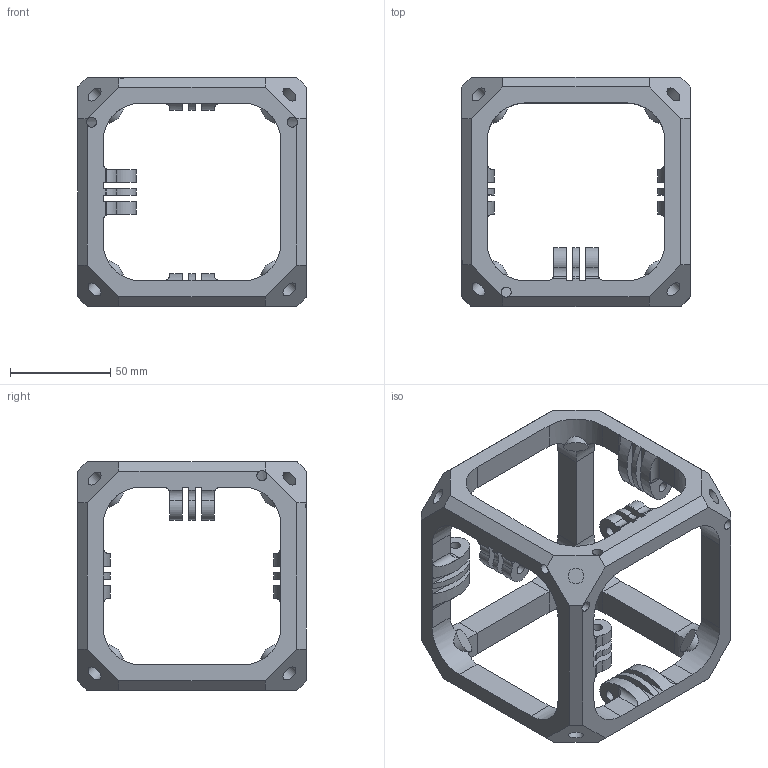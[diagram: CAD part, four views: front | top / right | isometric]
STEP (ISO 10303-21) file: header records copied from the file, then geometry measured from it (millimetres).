
FILE_DESCRIPTION(/* description */ (''),/* implementation_level */ '2;1');
FILE_NAME(/* name */ 'gopro_360_external.stp',/* time_stamp */ '2017-08-05T19:27:08-07:00',/* author */ ('Antonella'),/* organization */ (''),/* preprocessor_version */ 'ST-DEVELOPER v15.6',/* originating_system */ 'Autodesk Inventor 2015',/* authorisation */ '');
FILE_SCHEMA (('AUTOMOTIVE_DESIGN { 1 0 10303 214 3 1 1 }'));
Length unit declared in the file: inch
Products named in the file (1): gopro_360_external
Bounding box: 114.3 x 114.3 x 114.3 mm (x, y, z)
Volume: 202594.5 mm3; surface area: 69225.9 mm2
Topology: 1 solids, 1 shells, 295 faces, 809 edges, 514 vertices
Faces by surface type: cylinder 157, plane 138
Full cylindrical faces by diameter (mm): 5.105 x24, 7.938 x8, 12.7 x8
Entity records: 9947 total; most frequent: CARTESIAN_POINT 2455, DIRECTION 1559, ORIENTED_EDGE 1518, EDGE_CURVE 759, AXIS2_PLACEMENT_3D 568, VERTEX_POINT 504, LINE 423, VECTOR 423
